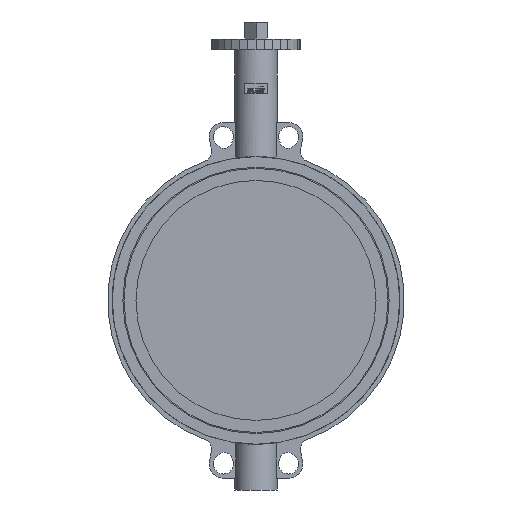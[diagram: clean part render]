
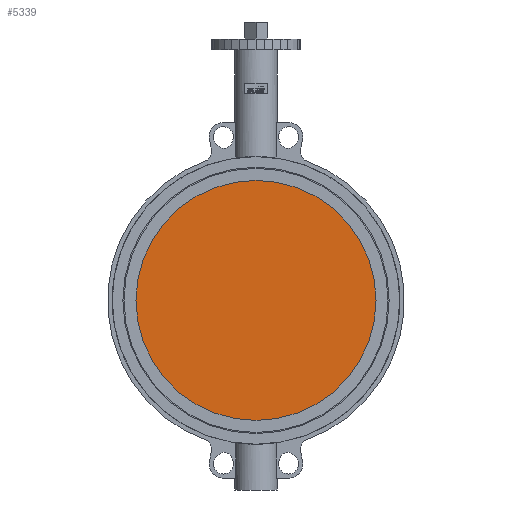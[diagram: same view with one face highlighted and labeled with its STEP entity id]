
A CAD part, left-side view. The second image highlights one B-rep face of the part: STEP entity #5339.
In plain terms, the highlighted planar face has unit normal (-1, 0, 0).
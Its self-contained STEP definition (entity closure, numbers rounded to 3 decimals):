
#5177=VERTEX_POINT('',#12386);
#5247=EDGE_CURVE('',#6017,#5177,#12463,.T.);
#5339=ADVANCED_FACE('',(#12564),#12565,.T.);
#6017=VERTEX_POINT('',#13301);
#7467=EDGE_CURVE('',#5177,#6017,#14880,.T.);
#12386=CARTESIAN_POINT('',(-39.3,0.,-169.0));
#12463=CIRCLE('',#21236,169.0);
#12564=FACE_OUTER_BOUND('',#21376,.T.);
#12565=PLANE('',#21377);
#13301=CARTESIAN_POINT('',(-39.3,0.,169.0));
#14880=CIRCLE('',#25310,169.0);
#21236=AXIS2_PLACEMENT_3D('',#33156,#33157,#33158);
#21376=EDGE_LOOP('',(#33261,#33262));
#21377=AXIS2_PLACEMENT_3D('',#33263,#33264,#33265);
#25310=AXIS2_PLACEMENT_3D('',#35408,#35409,#35410);
#33156=CARTESIAN_POINT('',(-39.3,0.0,0.0));
#33157=DIRECTION('',(-1.0,0.0,0.0));
#33158=DIRECTION('',(0.0,0.0,1.0));
#33261=ORIENTED_EDGE('',*,*,#7467,.T.);
#33262=ORIENTED_EDGE('',*,*,#5247,.T.);
#33263=CARTESIAN_POINT('',(-39.3,0.0,0.0));
#33264=DIRECTION('',(-1.0,0.0,0.0));
#33265=DIRECTION('',(0.0,0.0,-1.0));
#35408=CARTESIAN_POINT('',(-39.3,0.0,0.0));
#35409=DIRECTION('',(-1.0,0.0,0.0));
#35410=DIRECTION('',(0.0,0.0,1.0));
